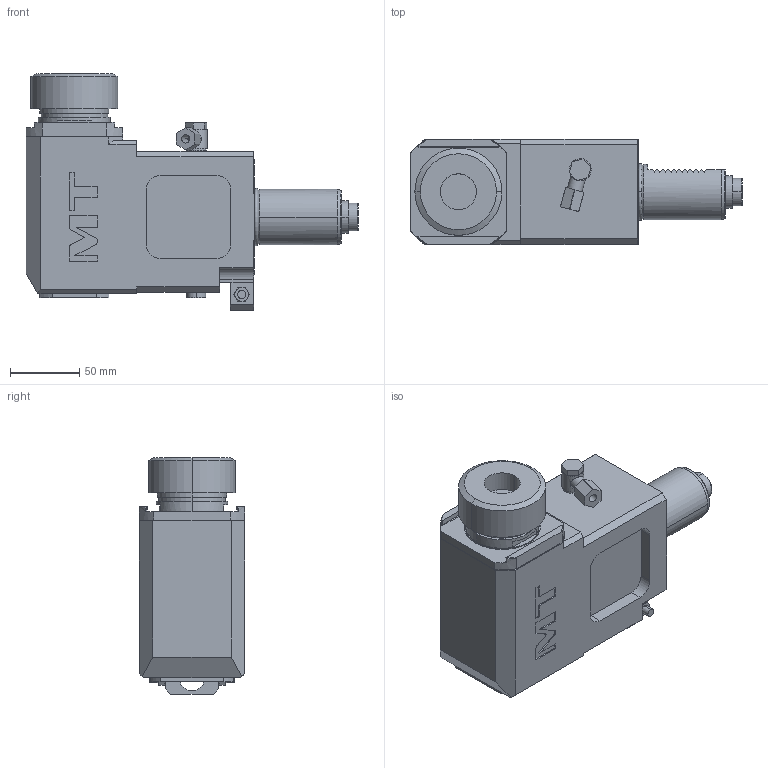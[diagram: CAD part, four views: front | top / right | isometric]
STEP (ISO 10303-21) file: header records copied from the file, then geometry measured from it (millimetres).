
FILE_DESCRIPTION((''),'2;1');
FILE_NAME('SAU0830140_CONF','2023-10-09T14:00:37',('gvalli'),('M.T. srl'),'CREO PARAMETRIC BY PTC INC, 2021072','CREO PARAMETRIC BY PTC INC, 2021072','');
FILE_SCHEMA(('CONFIG_CONTROL_DESIGN'));
Length unit declared in the file: millimetre
Products named in the file (1): SAU0830140_CONF
Bounding box: 240 x 76 x 171.16 mm (x, y, z)
Volume: 1465241.1 mm3; surface area: 118496.5 mm2
Topology: 1 solids, 2 shells, 383 faces, 976 edges, 632 vertices
Faces by surface type: plane 225, cylinder 106, cone 39, torus 9, extrusion 4
Entity records: 12581 total; most frequent: CARTESIAN_POINT 3324, ORIENTED_EDGE 1952, DIRECTION 1850, EDGE_CURVE 976, AXIS2_PLACEMENT_3D 641, VERTEX_POINT 632, VECTOR 568, LINE 564
